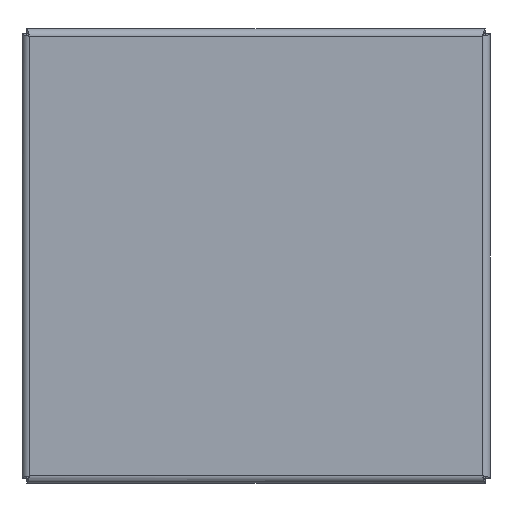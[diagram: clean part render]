
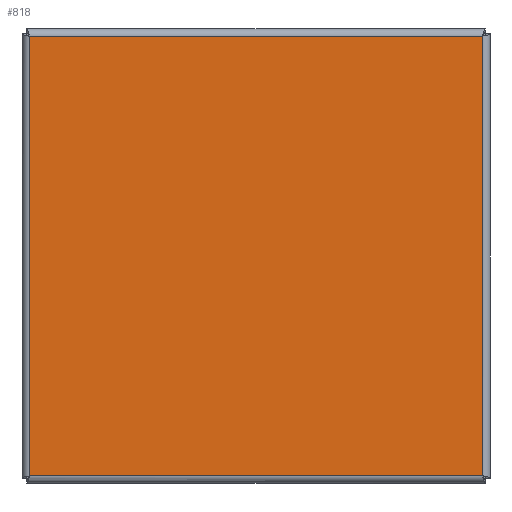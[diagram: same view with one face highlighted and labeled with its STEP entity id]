
A CAD part, front view. The second image highlights one B-rep face of the part: STEP entity #818.
In plain terms, the highlighted planar face has unit normal (0, -1, 0).
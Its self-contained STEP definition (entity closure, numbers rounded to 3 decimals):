
#49=LINE($,#1129,#121);
#65=LINE($,#1231,#137);
#80=LINE($,#1331,#152);
#95=LINE($,#1430,#167);
#121=VECTOR($,#944,98.8);
#137=VECTOR($,#974,95.8);
#152=VECTOR($,#1003,95.8);
#167=VECTOR($,#1032,98.8);
#210=PLANE($,#877);
#274=FACE_OUTER_BOUND($,#338,.T.);
#338=EDGE_LOOP($,(#694,#695,#696,#697));
#370=VERTEX_POINT($,#1120);
#371=VERTEX_POINT($,#1128);
#382=VERTEX_POINT($,#1223);
#392=VERTEX_POINT($,#1330);
#432=EDGE_CURVE($,#371,#370,#49,.T.);
#452=EDGE_CURVE($,#370,#382,#65,.T.);
#471=EDGE_CURVE($,#392,#371,#80,.T.);
#490=EDGE_CURVE($,#382,#392,#95,.T.);
#694=ORIENTED_EDGE($,*,*,#432,.T.);
#695=ORIENTED_EDGE($,*,*,#452,.T.);
#696=ORIENTED_EDGE($,*,*,#490,.T.);
#697=ORIENTED_EDGE($,*,*,#471,.T.);
#818=ADVANCED_FACE($,(#274),#210,.T.);
#877=AXIS2_PLACEMENT_3D($,#1516,#1057,#1058);
#944=DIRECTION($,(1.,0.,0.));
#974=DIRECTION($,(0.,0.,1.));
#1003=DIRECTION($,(0.,0.,-1.));
#1032=DIRECTION($,(-1.,0.,0.));
#1057=DIRECTION('center_axis',(0.,-1.,0.));
#1058=DIRECTION('ref_axis',(0.,0.,-1.));
#1120=CARTESIAN_POINT('',(49.4,-39.8,-47.9));
#1128=CARTESIAN_POINT('',(-49.4,-39.8,-47.9));
#1129=CARTESIAN_POINT($,(-24.7,-39.8,-47.9));
#1223=CARTESIAN_POINT('',(49.4,-39.8,47.9));
#1231=CARTESIAN_POINT($,(49.4,-39.8,-23.95));
#1330=CARTESIAN_POINT('',(-49.4,-39.8,47.9));
#1331=CARTESIAN_POINT($,(-49.4,-39.8,23.95));
#1430=CARTESIAN_POINT($,(24.7,-39.8,47.9));
#1516=CARTESIAN_POINT('Origin',(0.,-39.8,0.));
